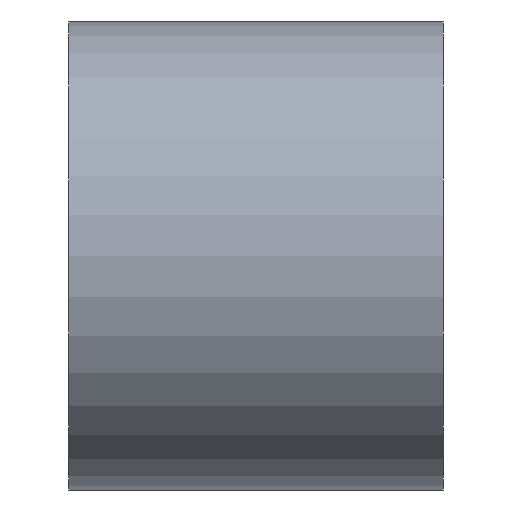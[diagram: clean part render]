
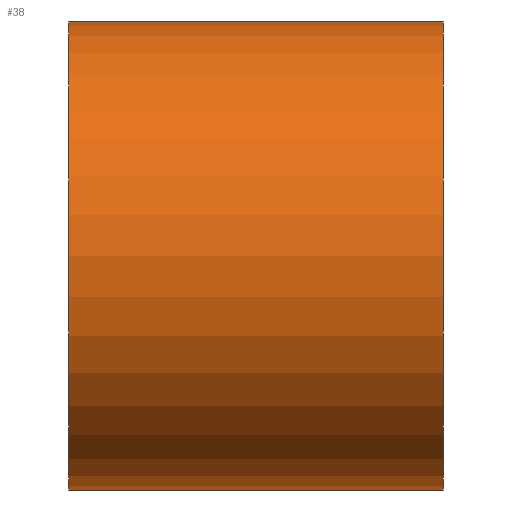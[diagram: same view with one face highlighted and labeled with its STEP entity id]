
A CAD part, left-side view. The second image highlights one B-rep face of the part: STEP entity #38.
In plain terms, the highlighted cylindrical face has radius 5 mm (diameter 10 mm), a partial arc.
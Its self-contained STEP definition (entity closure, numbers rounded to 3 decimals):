
#38 = ADVANCED_FACE( '', ( #71 ), #72, .T. );
#71 = FACE_OUTER_BOUND( '', #96, .T. );
#72 = CYLINDRICAL_SURFACE( '', #97, 5. );
#96 = EDGE_LOOP( '', ( #135, #136, #137, #138 ) );
#97 = AXIS2_PLACEMENT_3D( '', #139, #140, #141 );
#135 = ORIENTED_EDGE( '', *, *, #156, .T. );
#136 = ORIENTED_EDGE( '', *, *, #166, .F. );
#137 = ORIENTED_EDGE( '', *, *, #160, .F. );
#138 = ORIENTED_EDGE( '', *, *, #152, .T. );
#139 = CARTESIAN_POINT( '', ( -6., 4., 0. ) );
#140 = DIRECTION( '', ( 0., 1., 0. ) );
#141 = DIRECTION( '', ( 0., 0., -1. ) );
#152 = EDGE_CURVE( '', #172, #170, #173, .T. );
#156 = EDGE_CURVE( '', #170, #178, #179, .T. );
#160 = EDGE_CURVE( '', #172, #184, #185, .T. );
#166 = EDGE_CURVE( '', #184, #178, #192, .T. );
#170 = VERTEX_POINT( '', #196 );
#172 = VERTEX_POINT( '', #199 );
#173 = LINE( '', #200, #201 );
#178 = VERTEX_POINT( '', #208 );
#179 = CIRCLE( '', #209, 5. );
#184 = VERTEX_POINT( '', #215 );
#185 = CIRCLE( '', #216, 5. );
#192 = LINE( '', #225, #226 );
#196 = CARTESIAN_POINT( '', ( -6., -4., -5. ) );
#199 = CARTESIAN_POINT( '', ( -6., 4., -5. ) );
#200 = CARTESIAN_POINT( '', ( -6., 4., -5. ) );
#201 = VECTOR( '', #229, 1000. );
#208 = CARTESIAN_POINT( '', ( -6., -4., 5. ) );
#209 = AXIS2_PLACEMENT_3D( '', #232, #233, #234 );
#215 = CARTESIAN_POINT( '', ( -6., 4., 5. ) );
#216 = AXIS2_PLACEMENT_3D( '', #239, #240, #241 );
#225 = CARTESIAN_POINT( '', ( -6., 4., 5. ) );
#226 = VECTOR( '', #247, 1000. );
#229 = DIRECTION( '', ( 0., -1., 0. ) );
#232 = CARTESIAN_POINT( '', ( -6., -4., 0. ) );
#233 = DIRECTION( '', ( 0., 1., 0. ) );
#234 = DIRECTION( '', ( 1., 0., 0. ) );
#239 = CARTESIAN_POINT( '', ( -6., 4., 0. ) );
#240 = DIRECTION( '', ( 0., 1., 0. ) );
#241 = DIRECTION( '', ( 1., 0., 0. ) );
#247 = DIRECTION( '', ( 0., -1., 0. ) );
